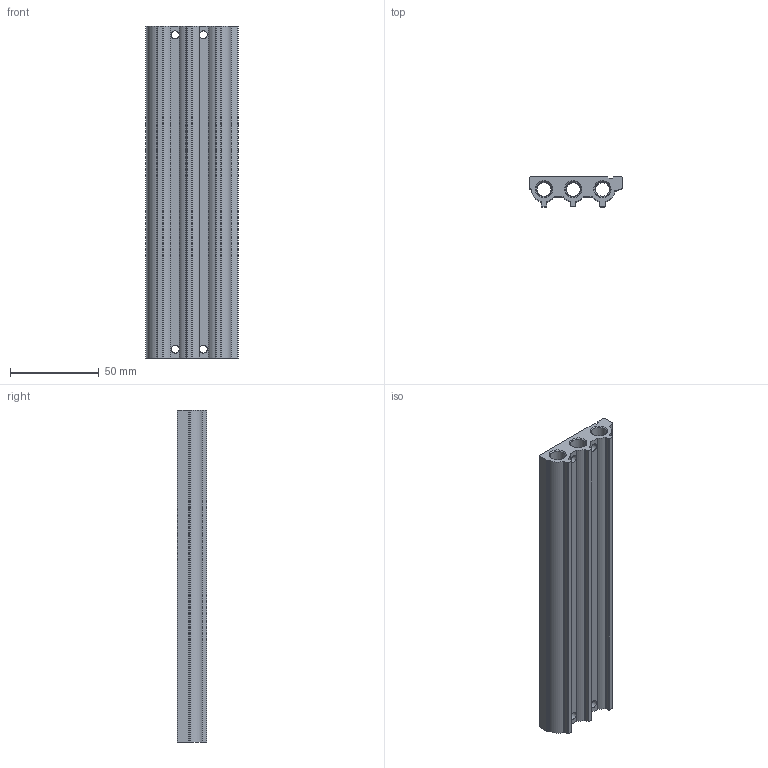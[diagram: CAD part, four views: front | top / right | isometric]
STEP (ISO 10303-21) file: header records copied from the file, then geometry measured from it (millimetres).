
FILE_DESCRIPTION(/* description */ ('STEP AP214'),/* implementation_level */ '2;1');
FILE_NAME(/* name */ '566569_VABM-L1-10S-G18-16',/* time_stamp */ '2024-09-16T01:20:39+02:00',/* author */ ('License CC BY-ND 4.0'),/* organization */ ('CADENAS'),/* preprocessor_version */ 'ST-DEVELOPER v19.3',/* originating_system */ 'PARTsolutions',/* authorisation */ ' ');
FILE_SCHEMA (('AUTOMOTIVE_DESIGN {1 0 10303 214 3 1 1}'));
Length unit declared in the file: millimetre
Products named in the file (2): 566569 VABM-L1-10S-G18-16; 566569 VABM-L1-10S-G18-16---(L1-P)
Assembly tree (1 placements, depth 2):
  566569 VABM-L1-10S-G18-16
    566569 VABM-L1-10S-G18-16---(L1-P)
Bounding box: 52.1 x 16.8 x 187.5 mm (x, y, z)
Volume: 83681.1 mm3; surface area: 47324.5 mm2
Topology: 1 solids, 1 shells, 322 faces, 981 edges, 621 vertices
Faces by surface type: cylinder 137, cone 102, plane 83
Full cylindrical faces by diameter (mm): 1.567 x32, 4.5 x4, 6 x48, 8 x3, 8.566 x6
Entity records: 9808 total; most frequent: CARTESIAN_POINT 2321, DIRECTION 1495, ORIENTED_EDGE 1270, FACE_BOUND 667, EDGE_CURVE 635, AXIS2_PLACEMENT_3D 620, EDGE_LOOP 603, VERTEX_POINT 550
